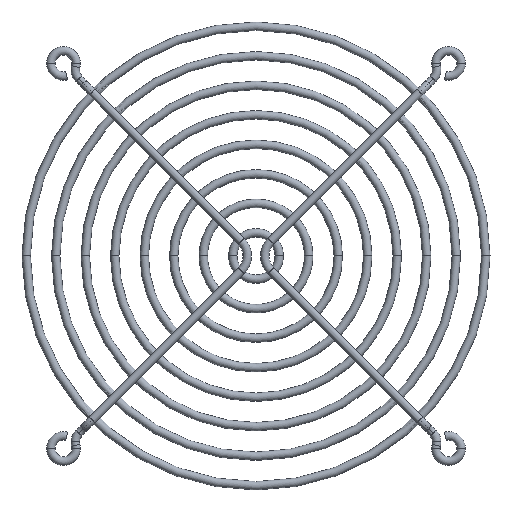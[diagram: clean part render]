
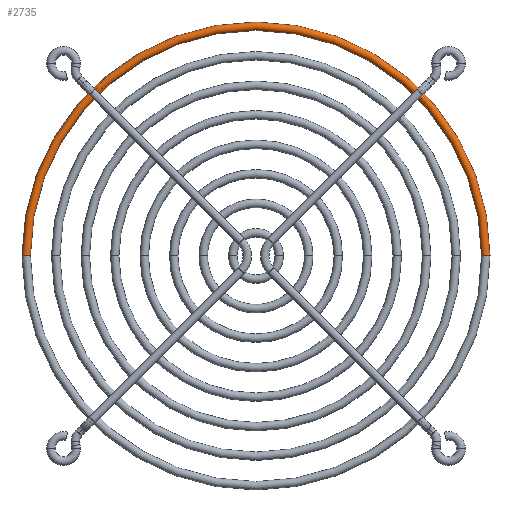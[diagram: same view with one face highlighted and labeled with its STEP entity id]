
A CAD part, top view. The second image highlights one B-rep face of the part: STEP entity #2735.
In plain terms, the highlighted toroidal (fillet/blend) face has major radius 54.5 mm and minor radius 1 mm.
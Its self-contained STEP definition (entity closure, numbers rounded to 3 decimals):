
#62 = VERTEX_POINT ( 'NONE', #2001 ) ;
#79 = CARTESIAN_POINT ( 'NONE',  ( 55.5, 0., 0. ) ) ;
#82 = ORIENTED_EDGE ( 'NONE', *, *, #615, .T. ) ;
#152 = DIRECTION ( 'NONE',  ( 0., 0., -1. ) ) ;
#193 = CARTESIAN_POINT ( 'NONE',  ( -38.139, 38.721, 0.989 ) ) ;
#227 = CARTESIAN_POINT ( 'NONE',  ( -38.792, 38.164, 1.002 ) ) ;
#267 = CARTESIAN_POINT ( 'NONE',  ( 38.95, 38.687, 0.917 ) ) ;
#278 = B_SPLINE_CURVE_WITH_KNOTS ( 'NONE', 3,
 ( #747, #3549, #1398, #3230, #1106, #807, #2615, #499, #2310, #193 ),
 .UNSPECIFIED., .F., .F.,
 ( 4, 2, 2, 2, 4 ),
 ( 0., 0., 0.001, 0.001, 0.001 ),
 .UNSPECIFIED. ) ;
#350 = DIRECTION ( 'NONE',  ( 0., 0., -1. ) ) ;
#358 = AXIS2_PLACEMENT_3D ( 'NONE', #2878, #431, #2831 ) ;
#385 = CARTESIAN_POINT ( 'NONE',  ( 38.188, 38.823, 1.005 ) ) ;
#406 = ORIENTED_EDGE ( 'NONE', *, *, #2277, .F. ) ;
#431 = DIRECTION ( 'NONE',  ( 0., 1., 0. ) ) ;
#455 = ORIENTED_EDGE ( 'NONE', *, *, #3566, .T. ) ;
#456 = FACE_BOUND ( 'NONE', #3175, .T. ) ;
#499 = CARTESIAN_POINT ( 'NONE',  ( -38.283, 38.909, 1.002 ) ) ;
#502 = DIRECTION ( 'NONE',  ( 0., 0., -1. ) ) ;
#547 = B_SPLINE_CURVE_WITH_KNOTS ( 'NONE', 3,
 ( #2563, #761, #1795, #3115, #979, #2505, #385, #1025, #1611, #3448 ),
 .UNSPECIFIED., .F., .F.,
 ( 4, 2, 2, 2, 4 ),
 ( 0.001, 0.002, 0.002, 0.002, 0.003 ),
 .UNSPECIFIED. ) ;
#588 = EDGE_LOOP ( 'NONE', ( #82, #2991 ) ) ;
#615 = EDGE_CURVE ( 'NONE', #702, #3976, #278, .T. ) ;
#617 = CARTESIAN_POINT ( 'NONE',  ( -53.5, 0., 0. ) ) ;
#653 = DIRECTION ( 'NONE',  ( 0., 0., -1. ) ) ;
#668 = EDGE_CURVE ( 'NONE', #3322, #2942, #946, .T. ) ;
#702 = VERTEX_POINT ( 'NONE', #2578 ) ;
#747 = CARTESIAN_POINT ( 'NONE',  ( -38.934, 38.353, 0.988 ) ) ;
#761 = CARTESIAN_POINT ( 'NONE',  ( 38.908, 38.793, 0.898 ) ) ;
#807 = CARTESIAN_POINT ( 'NONE',  ( -38.618, 38.986, 0.928 ) ) ;
#845 = CARTESIAN_POINT ( 'NONE',  ( -38.934, 38.353, 0.988 ) ) ;
#854 = CARTESIAN_POINT ( 'NONE',  ( -38.082, 38.497, 0.938 ) ) ;
#923 = CARTESIAN_POINT ( 'NONE',  ( 38.459, 38.088, 0.929 ) ) ;
#946 = CIRCLE ( 'NONE', #1562, 53.5 ) ;
#979 = CARTESIAN_POINT ( 'NONE',  ( 38.493, 38.991, 0.963 ) ) ;
#1025 = CARTESIAN_POINT ( 'NONE',  ( 38.087, 38.615, 0.971 ) ) ;
#1075 = ORIENTED_EDGE ( 'NONE', *, *, #1460, .F. ) ;
#1079 = CARTESIAN_POINT ( 'NONE',  ( 38.58, 38.082, 0.963 ) ) ;
#1091 = CARTESIAN_POINT ( 'NONE',  ( 53.5, 0., 0. ) ) ;
#1106 = CARTESIAN_POINT ( 'NONE',  ( -38.825, 38.884, 0.895 ) ) ;
#1210 = AXIS2_PLACEMENT_3D ( 'NONE', #2472, #350, #2165 ) ;
#1231 = DIRECTION ( 'NONE',  ( -1., 0., 0. ) ) ;
#1232 = EDGE_CURVE ( 'NONE', #3322, #2156, #1837, .T. ) ;
#1368 = CARTESIAN_POINT ( 'NONE',  ( 38.986, 38.459, 0.971 ) ) ;
#1398 = CARTESIAN_POINT ( 'NONE',  ( -38.992, 38.578, 0.938 ) ) ;
#1440 = CARTESIAN_POINT ( 'NONE',  ( -38.25, 38.191, 0.895 ) ) ;
#1460 = EDGE_CURVE ( 'NONE', #62, #2201, #1982, .T. ) ;
#1557 = B_SPLINE_CURVE_WITH_KNOTS ( 'NONE', 3,
 ( #3306, #1783, #854, #3284, #1440, #3587, #1751, #227, #2353, #845 ),
 .UNSPECIFIED., .F., .F.,
 ( 4, 2, 2, 2, 4 ),
 ( 0.001, 0.002, 0.002, 0.002, 0.003 ),
 .UNSPECIFIED. ) ;
#1562 = AXIS2_PLACEMENT_3D ( 'NONE', #2271, #152, #1970 ) ;
#1611 = CARTESIAN_POINT ( 'NONE',  ( 38.082, 38.495, 0.937 ) ) ;
#1678 = CARTESIAN_POINT ( 'NONE',  ( 38.885, 38.252, 1.005 ) ) ;
#1681 = CIRCLE ( 'NONE', #1210, 55.5 ) ;
#1691 = CARTESIAN_POINT ( 'NONE',  ( 38.95, 38.687, 0.917 ) ) ;
#1751 = CARTESIAN_POINT ( 'NONE',  ( -38.577, 38.081, 0.962 ) ) ;
#1762 = CIRCLE ( 'NONE', #358, 1. ) ;
#1783 = CARTESIAN_POINT ( 'NONE',  ( -38.088, 38.619, 0.972 ) ) ;
#1795 = CARTESIAN_POINT ( 'NONE',  ( 38.823, 38.886, 0.895 ) ) ;
#1837 = CIRCLE ( 'NONE', #2515, 1. ) ;
#1848 = AXIS2_PLACEMENT_3D ( 'NONE', #3977, #502, #1231 ) ;
#1920 = EDGE_CURVE ( 'NONE', #3976, #702, #1557, .T. ) ;
#1970 = DIRECTION ( 'NONE',  ( -1., 0., 0. ) ) ;
#1982 = B_SPLINE_CURVE_WITH_KNOTS ( 'NONE', 3,
 ( #3675, #2305, #3374, #923, #1079, #3203, #1678, #1368, #1990, #1691 ),
 .UNSPECIFIED., .F., .F.,
 ( 4, 2, 2, 2, 4 ),
 ( 0., 0., 0.001, 0.001, 0.001 ),
 .UNSPECIFIED. ) ;
#1990 = CARTESIAN_POINT ( 'NONE',  ( 38.991, 38.581, 0.937 ) ) ;
#2001 = CARTESIAN_POINT ( 'NONE',  ( 38.124, 38.387, 0.917 ) ) ;
#2101 = ORIENTED_EDGE ( 'NONE', *, *, #668, .T. ) ;
#2156 = VERTEX_POINT ( 'NONE', #2728 ) ;
#2165 = DIRECTION ( 'NONE',  ( -1., 0., 0. ) ) ;
#2201 = VERTEX_POINT ( 'NONE', #267 ) ;
#2271 = CARTESIAN_POINT ( 'NONE',  ( 0., 0., 0. ) ) ;
#2277 = EDGE_CURVE ( 'NONE', #2156, #2958, #1681, .T. ) ;
#2305 = CARTESIAN_POINT ( 'NONE',  ( 38.167, 38.279, 0.897 ) ) ;
#2310 = CARTESIAN_POINT ( 'NONE',  ( -38.19, 38.824, 1.005 ) ) ;
#2350 = ORIENTED_EDGE ( 'NONE', *, *, #2953, .F. ) ;
#2353 = CARTESIAN_POINT ( 'NONE',  ( -38.883, 38.249, 1.005 ) ) ;
#2472 = CARTESIAN_POINT ( 'NONE',  ( 0., 0., 0. ) ) ;
#2505 = CARTESIAN_POINT ( 'NONE',  ( 38.281, 38.908, 1.002 ) ) ;
#2515 = AXIS2_PLACEMENT_3D ( 'NONE', #3751, #3632, #653 ) ;
#2563 = CARTESIAN_POINT ( 'NONE',  ( 38.95, 38.687, 0.917 ) ) ;
#2578 = CARTESIAN_POINT ( 'NONE',  ( -38.934, 38.353, 0.988 ) ) ;
#2615 = CARTESIAN_POINT ( 'NONE',  ( -38.496, 38.991, 0.962 ) ) ;
#2728 = CARTESIAN_POINT ( 'NONE',  ( -55.5, 0., 0. ) ) ;
#2735 = ADVANCED_FACE ( 'NONE', ( #3591, #456, #2854 ), #2770, .T. ) ;
#2770 = TOROIDAL_SURFACE ( 'NONE', #1848, 54.5, 1. ) ;
#2831 = DIRECTION ( 'NONE',  ( -1., 0., 0. ) ) ;
#2854 = FACE_BOUND ( 'NONE', #588, .T. ) ;
#2878 = CARTESIAN_POINT ( 'NONE',  ( 54.5, 0., 0. ) ) ;
#2942 = VERTEX_POINT ( 'NONE', #1091 ) ;
#2953 = EDGE_CURVE ( 'NONE', #2201, #62, #547, .T. ) ;
#2958 = VERTEX_POINT ( 'NONE', #79 ) ;
#2991 = ORIENTED_EDGE ( 'NONE', *, *, #1920, .T. ) ;
#3115 = CARTESIAN_POINT ( 'NONE',  ( 38.614, 38.987, 0.929 ) ) ;
#3175 = EDGE_LOOP ( 'NONE', ( #1075, #2350 ) ) ;
#3203 = CARTESIAN_POINT ( 'NONE',  ( 38.794, 38.166, 1.003 ) ) ;
#3230 = CARTESIAN_POINT ( 'NONE',  ( -38.91, 38.791, 0.898 ) ) ;
#3284 = CARTESIAN_POINT ( 'NONE',  ( -38.165, 38.283, 0.898 ) ) ;
#3306 = CARTESIAN_POINT ( 'NONE',  ( -38.139, 38.721, 0.989 ) ) ;
#3322 = VERTEX_POINT ( 'NONE', #617 ) ;
#3374 = CARTESIAN_POINT ( 'NONE',  ( 38.253, 38.188, 0.895 ) ) ;
#3448 = CARTESIAN_POINT ( 'NONE',  ( 38.124, 38.387, 0.917 ) ) ;
#3549 = CARTESIAN_POINT ( 'NONE',  ( -38.986, 38.457, 0.971 ) ) ;
#3566 = EDGE_CURVE ( 'NONE', #2942, #2958, #1762, .T. ) ;
#3587 = CARTESIAN_POINT ( 'NONE',  ( -38.455, 38.089, 0.928 ) ) ;
#3591 = FACE_OUTER_BOUND ( 'NONE', #3822, .T. ) ;
#3619 = CARTESIAN_POINT ( 'NONE',  ( -38.139, 38.721, 0.989 ) ) ;
#3632 = DIRECTION ( 'NONE',  ( 0., -1., 0. ) ) ;
#3675 = CARTESIAN_POINT ( 'NONE',  ( 38.124, 38.387, 0.917 ) ) ;
#3751 = CARTESIAN_POINT ( 'NONE',  ( -54.5, 0., 0. ) ) ;
#3822 = EDGE_LOOP ( 'NONE', ( #406, #3941, #2101, #455 ) ) ;
#3941 = ORIENTED_EDGE ( 'NONE', *, *, #1232, .F. ) ;
#3976 = VERTEX_POINT ( 'NONE', #3619 ) ;
#3977 = CARTESIAN_POINT ( 'NONE',  ( 0., 0., 0. ) ) ;
